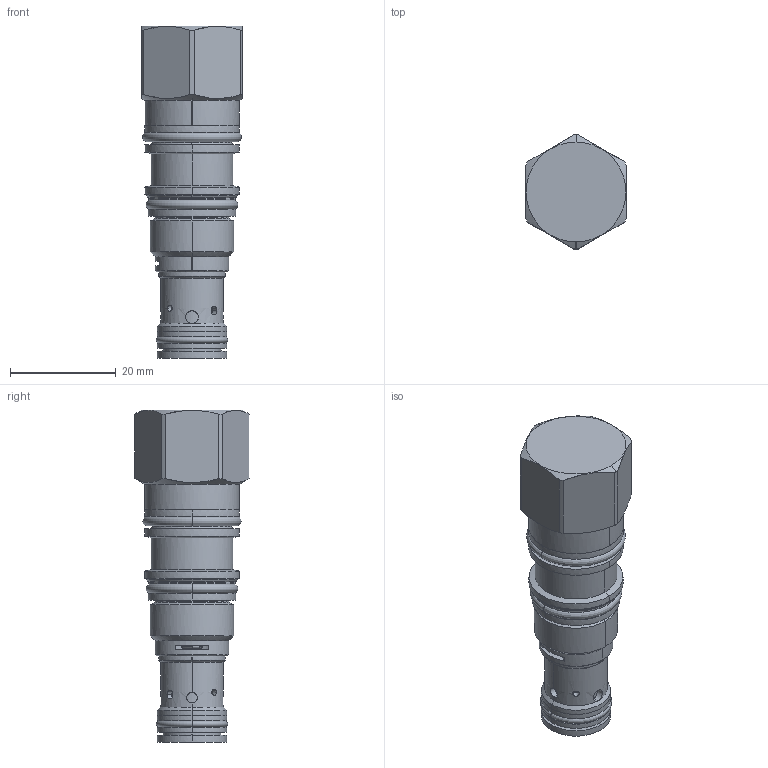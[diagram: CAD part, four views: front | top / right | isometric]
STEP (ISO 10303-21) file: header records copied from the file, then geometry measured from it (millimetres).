
FILE_DESCRIPTION((''),'2;1');
FILE_NAME('LPBDXDN_SW_PRT','2021-04-22T',('charlief'),(''),'PRO/ENGINEER BY PARAMETRIC TECHNOLOGY CORPORATION, 2016010','PRO/ENGINEER BY PARAMETRIC TECHNOLOGY CORPORATION, 2016010','');
FILE_SCHEMA(('CONFIG_CONTROL_DESIGN'));
Products named in the file (1): LPBDXDN_SW_PRT
Bounding box: 19.05 x 21.54 x 62.7 mm (x, y, z)
Surface area: 7638.3 mm2 (no closed solid volume)
Topology: 0 solids, 0 shells, 210 faces, 1006 edges, 990 vertices
Faces by surface type: bspline 180, torus 30
Entity records: 38319 total; most frequent: CARTESIAN_POINT 29552, DIRECTION 1428, TRIMMED_CURVE 1112, DEFINITIONAL_REPRESENTATION 974, PCURVE 974, COMPOSITE_CURVE_SEGMENT 974, VECTOR 856, LINE 856
